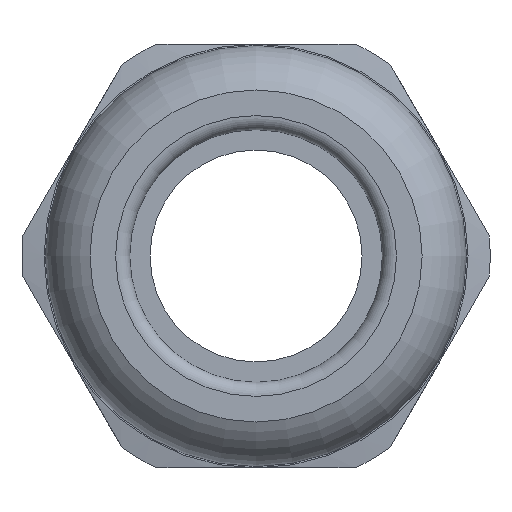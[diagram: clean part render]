
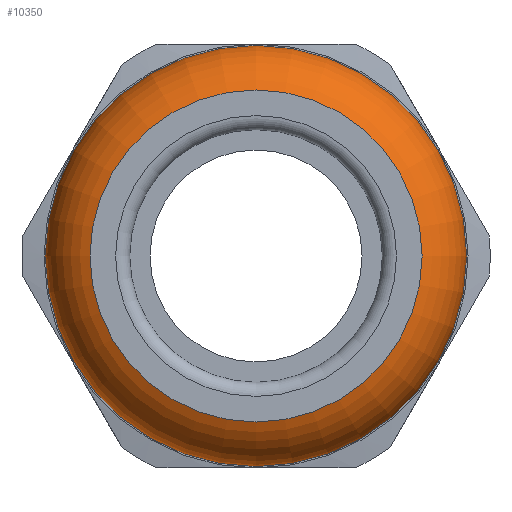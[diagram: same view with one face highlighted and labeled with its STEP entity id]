
A CAD part, left-side view. The second image highlights one B-rep face of the part: STEP entity #10350.
In plain terms, the highlighted toroidal (fillet/blend) face has major radius 7.93 mm and minor radius 4 mm.
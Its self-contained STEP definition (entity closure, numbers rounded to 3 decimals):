
#33=TOROIDAL_SURFACE('',#11298,7.93,4.);
#215=FACE_BOUND('',#1818,.T.);
#1204=FACE_OUTER_BOUND('',#1817,.T.);
#1817=EDGE_LOOP('',(#9634));
#1818=EDGE_LOOP('',(#9635));
#4282=CIRCLE('',#11253,9.4);
#4305=CIRCLE('',#11299,11.9);
#5268=VERTEX_POINT('',#17504);
#5305=VERTEX_POINT('',#17671);
#6724=EDGE_CURVE('',#5268,#5268,#4282,.T.);
#6783=EDGE_CURVE('',#5305,#5305,#4305,.T.);
#9634=ORIENTED_EDGE('',*,*,#6783,.F.);
#9635=ORIENTED_EDGE('',*,*,#6724,.T.);
#10350=ADVANCED_FACE('',(#1204,#215),#33,.T.);
#11253=AXIS2_PLACEMENT_3D('',#17505,#14042,#14043);
#11298=AXIS2_PLACEMENT_3D('',#17670,#14144,#14145);
#11299=AXIS2_PLACEMENT_3D('',#17672,#14146,#14147);
#14042=DIRECTION('center_axis',(1.,0.,0.));
#14043=DIRECTION('ref_axis',(0.,0.,-1.));
#14144=DIRECTION('center_axis',(1.,0.,0.));
#14145=DIRECTION('ref_axis',(0.,0.,-1.));
#14146=DIRECTION('center_axis',(1.,0.,0.));
#14147=DIRECTION('ref_axis',(0.,0.,-1.));
#17504=CARTESIAN_POINT('',(0.,9.4,0.));
#17505=CARTESIAN_POINT('Origin',(0.,0.,0.));
#17670=CARTESIAN_POINT('Origin',(3.72,0.,0.));
#17671=CARTESIAN_POINT('',(4.209,11.9,0.));
#17672=CARTESIAN_POINT('Origin',(4.209,0.,0.));
